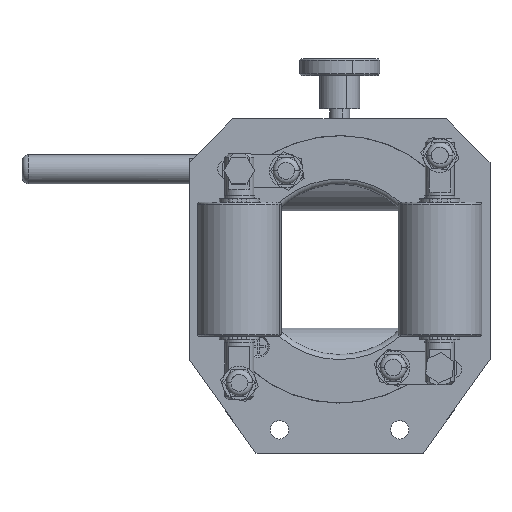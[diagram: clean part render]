
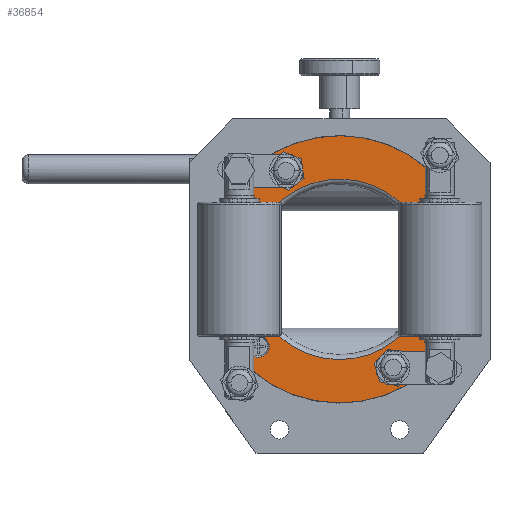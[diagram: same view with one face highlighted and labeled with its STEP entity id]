
A CAD part, top view. The second image highlights one B-rep face of the part: STEP entity #36854.
In plain terms, the highlighted planar face has unit normal (0, 0, 1).
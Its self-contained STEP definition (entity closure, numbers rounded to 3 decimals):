
#369 = CARTESIAN_POINT ( 'NONE',  ( 38.845, -2.701, 45.458 ) ) ;
#1519 = CIRCLE ( 'NONE', #20674, 3.25 ) ;
#2082 = ORIENTED_EDGE ( 'NONE', *, *, #20195, .T. ) ;
#3247 = EDGE_CURVE ( 'NONE', #10127, #28547, #14050, .T. ) ;
#3869 = EDGE_CURVE ( 'NONE', #18056, #12811, #12746, .T. ) ;
#3994 = ORIENTED_EDGE ( 'NONE', *, *, #36659, .F. ) ;
#4230 = DIRECTION ( 'NONE',  ( 0., 0., 1. ) ) ;
#4509 = DIRECTION ( 'NONE',  ( 0., 0., 1. ) ) ;
#4951 = CARTESIAN_POINT ( 'NONE',  ( 19.99, 25.178, 45.458 ) ) ;
#5160 = DIRECTION ( 'NONE',  ( 0., 0., -1. ) ) ;
#6691 = DIRECTION ( 'NONE',  ( 0., 0., 1. ) ) ;
#7428 = ORIENTED_EDGE ( 'NONE', *, *, #20323, .T. ) ;
#7789 = PLANE ( 'NONE',  #13877 ) ;
#7928 = CARTESIAN_POINT ( 'NONE',  ( 3.989, 54.61, 45.458 ) ) ;
#8395 = AXIS2_PLACEMENT_3D ( 'NONE', #23766, #4509, #22618 ) ;
#8667 = DIRECTION ( 'NONE',  ( 0.879, 0.478, 0. ) ) ;
#9435 = CARTESIAN_POINT ( 'NONE',  ( 1.134, 53.058, 45.458 ) ) ;
#10127 = VERTEX_POINT ( 'NONE', #10314 ) ;
#10314 = CARTESIAN_POINT ( 'NONE',  ( -7.154, 0.554, 45.458 ) ) ;
#10470 = VERTEX_POINT ( 'NONE', #46268 ) ;
#10595 = DIRECTION ( 'NONE',  ( 0., 0., 1. ) ) ;
#11145 = CIRCLE ( 'NONE', #45893, 40. ) ;
#11366 = AXIS2_PLACEMENT_3D ( 'NONE', #19192, #45572, #22962 ) ;
#11656 = VERTEX_POINT ( 'NONE', #33285 ) ;
#11673 = DIRECTION ( 'NONE',  ( 0.879, 0.478, 0. ) ) ;
#12449 = ORIENTED_EDGE ( 'NONE', *, *, #47254, .T. ) ;
#12746 = CIRCLE ( 'NONE', #8395, 27. ) ;
#12811 = VERTEX_POINT ( 'NONE', #23246 ) ;
#13441 = ORIENTED_EDGE ( 'NONE', *, *, #46561, .F. ) ;
#13877 = AXIS2_PLACEMENT_3D ( 'NONE', #26580, #4230, #30374 ) ;
#13955 = DIRECTION ( 'NONE',  ( 0., 0., 1. ) ) ;
#14050 = CIRCLE ( 'NONE', #28090, 3.25 ) ;
#14812 = DIRECTION ( 'NONE',  ( 0., 0., 1. ) ) ;
#15616 = CARTESIAN_POINT ( 'NONE',  ( -4.298, 2.106, 45.458 ) ) ;
#16368 = CARTESIAN_POINT ( 'NONE',  ( 43.711, 38.074, 45.458 ) ) ;
#16701 = AXIS2_PLACEMENT_3D ( 'NONE', #36437, #13955, #40267 ) ;
#17227 = CIRCLE ( 'NONE', #27905, 3.25 ) ;
#17626 = EDGE_CURVE ( 'NONE', #11656, #22768, #34374, .T. ) ;
#18056 = VERTEX_POINT ( 'NONE', #16368 ) ;
#18969 = FACE_BOUND ( 'NONE', #31375, .T. ) ;
#19192 = CARTESIAN_POINT ( 'NONE',  ( 19.99, 25.178, 45.458 ) ) ;
#19326 = DIRECTION ( 'NONE',  ( 0.879, 0.478, 0. ) ) ;
#20143 = FACE_BOUND ( 'NONE', #42856, .T. ) ;
#20195 = EDGE_CURVE ( 'NONE', #10470, #46169, #21356, .T. ) ;
#20323 = EDGE_CURVE ( 'NONE', #28547, #10127, #17227, .T. ) ;
#20674 = AXIS2_PLACEMENT_3D ( 'NONE', #33008, #10595, #36825 ) ;
#21356 = CIRCLE ( 'NONE', #26317, 40. ) ;
#22458 = VERTEX_POINT ( 'NONE', #9435 ) ;
#22618 = DIRECTION ( 'NONE',  ( 0.879, 0.478, 0. ) ) ;
#22768 = VERTEX_POINT ( 'NONE', #369 ) ;
#22962 = DIRECTION ( 'NONE',  ( 0.879, 0.478, 0. ) ) ;
#22993 = ORIENTED_EDGE ( 'NONE', *, *, #3247, .T. ) ;
#23199 = EDGE_LOOP ( 'NONE', ( #2082, #12449 ) ) ;
#23246 = CARTESIAN_POINT ( 'NONE',  ( -3.732, 12.283, 45.458 ) ) ;
#23766 = CARTESIAN_POINT ( 'NONE',  ( 19.99, 25.178, 45.458 ) ) ;
#26317 = AXIS2_PLACEMENT_3D ( 'NONE', #37282, #14812, #41087 ) ;
#26580 = CARTESIAN_POINT ( 'NONE',  ( 19.99, 25.178, 45.458 ) ) ;
#26970 = ORIENTED_EDGE ( 'NONE', *, *, #17626, .F. ) ;
#27281 = CARTESIAN_POINT ( 'NONE',  ( 55.132, 44.283, 45.458 ) ) ;
#27905 = AXIS2_PLACEMENT_3D ( 'NONE', #15616, #41919, #19326 ) ;
#28090 = AXIS2_PLACEMENT_3D ( 'NONE', #39640, #5160, #48433 ) ;
#28547 = VERTEX_POINT ( 'NONE', #31816 ) ;
#28817 = CARTESIAN_POINT ( 'NONE',  ( 6.845, 56.163, 45.458 ) ) ;
#28956 = FACE_OUTER_BOUND ( 'NONE', #23199, .T. ) ;
#29085 = CARTESIAN_POINT ( 'NONE',  ( 3.989, 54.61, 45.458 ) ) ;
#30335 = AXIS2_PLACEMENT_3D ( 'NONE', #7928, #34147, #11673 ) ;
#30374 = DIRECTION ( 'NONE',  ( 0.879, 0.478, 0. ) ) ;
#30801 = AXIS2_PLACEMENT_3D ( 'NONE', #29085, #6691, #32840 ) ;
#30847 = ORIENTED_EDGE ( 'NONE', *, *, #31099, .F. ) ;
#31082 = DIRECTION ( 'NONE',  ( 0., 0., 1. ) ) ;
#31099 = EDGE_CURVE ( 'NONE', #22768, #11656, #1519, .T. ) ;
#31375 = EDGE_LOOP ( 'NONE', ( #3994, #13441 ) ) ;
#31816 = CARTESIAN_POINT ( 'NONE',  ( -1.443, 3.658, 45.458 ) ) ;
#32840 = DIRECTION ( 'NONE',  ( 0.879, 0.478, 0. ) ) ;
#33008 = CARTESIAN_POINT ( 'NONE',  ( 35.99, -4.254, 45.458 ) ) ;
#33285 = CARTESIAN_POINT ( 'NONE',  ( 33.134, -5.806, 45.458 ) ) ;
#34147 = DIRECTION ( 'NONE',  ( 0., 0., 1. ) ) ;
#34374 = CIRCLE ( 'NONE', #16701, 3.25 ) ;
#36437 = CARTESIAN_POINT ( 'NONE',  ( 35.99, -4.254, 45.458 ) ) ;
#36659 = EDGE_CURVE ( 'NONE', #22458, #42521, #39073, .T. ) ;
#36825 = DIRECTION ( 'NONE',  ( 0.879, 0.478, 0. ) ) ;
#36854 = ADVANCED_FACE ( 'NONE', ( #20143, #40194, #39031, #28956, #18969 ), #7789, .T. ) ;
#36894 = EDGE_CURVE ( 'NONE', #12811, #18056, #44346, .T. ) ;
#37282 = CARTESIAN_POINT ( 'NONE',  ( 19.99, 25.178, 45.458 ) ) ;
#39031 = FACE_BOUND ( 'NONE', #42771, .T. ) ;
#39073 = CIRCLE ( 'NONE', #30801, 3.25 ) ;
#39640 = CARTESIAN_POINT ( 'NONE',  ( -4.298, 2.106, 45.458 ) ) ;
#40114 = EDGE_LOOP ( 'NONE', ( #26970, #30847 ) ) ;
#40194 = FACE_BOUND ( 'NONE', #40114, .T. ) ;
#40267 = DIRECTION ( 'NONE',  ( 0.879, 0.478, 0. ) ) ;
#41087 = DIRECTION ( 'NONE',  ( 0.879, 0.478, 0. ) ) ;
#41919 = DIRECTION ( 'NONE',  ( 0., 0., -1. ) ) ;
#42521 = VERTEX_POINT ( 'NONE', #28817 ) ;
#42771 = EDGE_LOOP ( 'NONE', ( #43154, #46164 ) ) ;
#42856 = EDGE_LOOP ( 'NONE', ( #7428, #22993 ) ) ;
#43154 = ORIENTED_EDGE ( 'NONE', *, *, #36894, .F. ) ;
#44346 = CIRCLE ( 'NONE', #11366, 27. ) ;
#45572 = DIRECTION ( 'NONE',  ( 0., 0., 1. ) ) ;
#45893 = AXIS2_PLACEMENT_3D ( 'NONE', #4951, #31082, #8667 ) ;
#46164 = ORIENTED_EDGE ( 'NONE', *, *, #3869, .F. ) ;
#46169 = VERTEX_POINT ( 'NONE', #27281 ) ;
#46268 = CARTESIAN_POINT ( 'NONE',  ( -15.153, 6.074, 45.458 ) ) ;
#46561 = EDGE_CURVE ( 'NONE', #42521, #22458, #48343, .T. ) ;
#47254 = EDGE_CURVE ( 'NONE', #46169, #10470, #11145, .T. ) ;
#48343 = CIRCLE ( 'NONE', #30335, 3.25 ) ;
#48433 = DIRECTION ( 'NONE',  ( 0.879, 0.478, 0. ) ) ;
